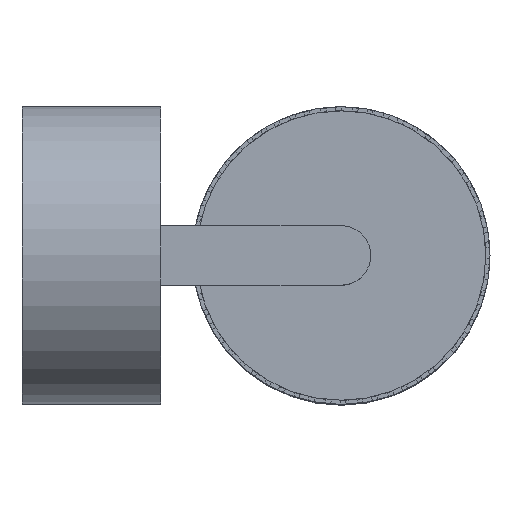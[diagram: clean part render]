
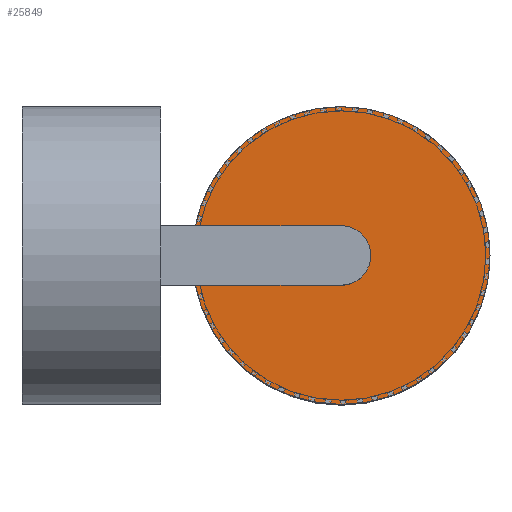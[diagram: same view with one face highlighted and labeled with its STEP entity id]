
A CAD part, top view. The second image highlights one B-rep face of the part: STEP entity #25849.
In plain terms, the highlighted planar face has unit normal (0, 0, 1).
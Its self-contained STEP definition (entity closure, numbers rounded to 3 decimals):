
#7116=FACE_OUTER_BOUND('',#8529,.T.);
#8529=EDGE_LOOP('',(#17444));
#10395=CIRCLE('',#27284,37.553);
#10609=VERTEX_POINT('',#30123);
#13326=EDGE_CURVE('',#10609,#10609,#10395,.T.);
#17444=ORIENTED_EDGE('',*,*,#13326,.T.);
#25646=PLANE('',#27287);
#25849=ADVANCED_FACE('',(#7116),#25646,.T.);
#27284=AXIS2_PLACEMENT_3D('',#30125,#27737,#27738);
#27287=AXIS2_PLACEMENT_3D('',#30129,#27743,#27744);
#27737=DIRECTION('center_axis',(0.,0.,1.));
#27738=DIRECTION('ref_axis',(-1.,0.,0.));
#27743=DIRECTION('center_axis',(0.,0.,1.));
#27744=DIRECTION('ref_axis',(1.,0.,0.));
#30123=CARTESIAN_POINT('',(118.053,0.,60.));
#30125=CARTESIAN_POINT('Origin',(80.5,0.,60.));
#30129=CARTESIAN_POINT('Origin',(44.,0.,60.));
